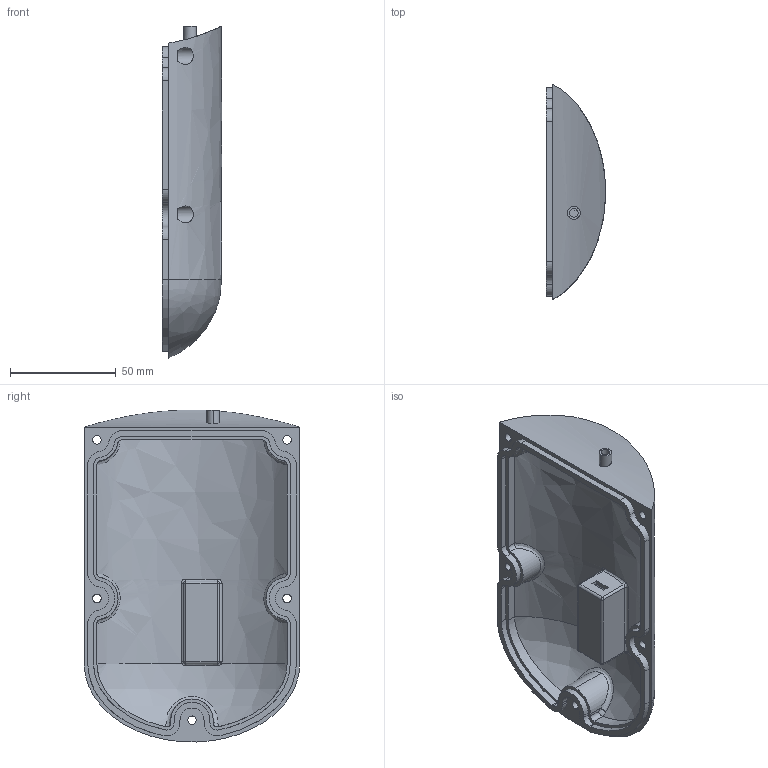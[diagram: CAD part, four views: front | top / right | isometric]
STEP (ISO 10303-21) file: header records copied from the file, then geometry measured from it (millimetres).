
FILE_DESCRIPTION (( 'STEP AP214' ), '1' );
FILE_NAME ('Front_Lid_2.5.STEP', '2018-06-22T11:52:45', ( '' ), ( '' ), 'SwSTEP 2.0', 'SolidWorks 2016', '' );
FILE_SCHEMA (( 'AUTOMOTIVE_DESIGN' ));
Length unit declared in the file: millimetre
Products named in the file (1): Front_Lid_2.5
Bounding box: 28 x 101.97 x 157.05 mm (x, y, z)
Volume: 70559.8 mm3; surface area: 48310.4 mm2
Topology: 1 solids, 1 shells, 172 faces, 458 edges, 294 vertices
Faces by surface type: cylinder 89, plane 53, bspline 26, sphere 4
Entity records: 9102 total; most frequent: CARTESIAN_POINT 4923, ORIENTED_EDGE 908, DIRECTION 805, EDGE_CURVE 454, AXIS2_PLACEMENT_3D 295, VERTEX_POINT 294, VECTOR 215, LINE 215
